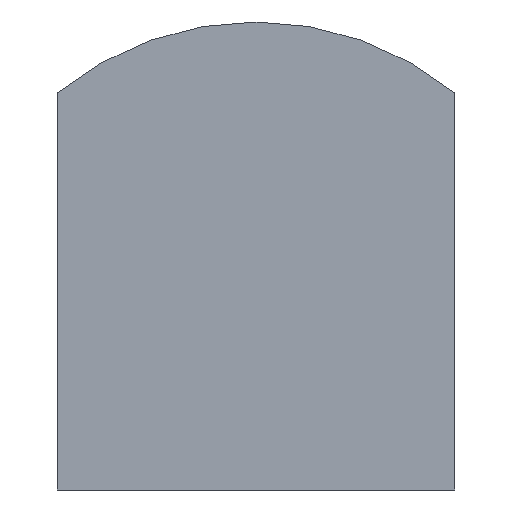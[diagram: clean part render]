
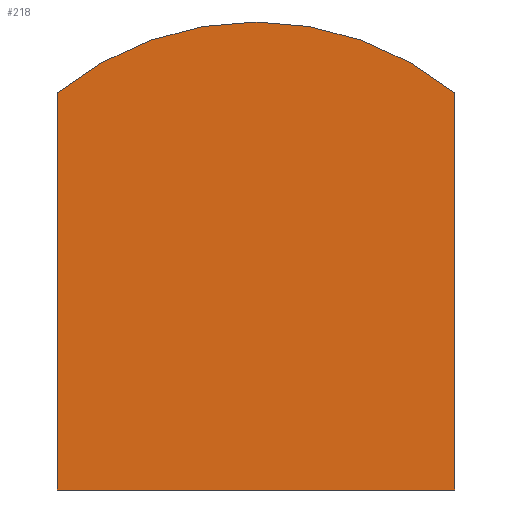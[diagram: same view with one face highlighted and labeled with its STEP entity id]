
A CAD part, left-side view. The second image highlights one B-rep face of the part: STEP entity #218.
In plain terms, the highlighted planar face has unit normal (-1, 0, 0).
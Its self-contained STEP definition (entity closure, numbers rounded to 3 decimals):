
#5=DIRECTION('',(0.,-1.,0.));
#6=VECTOR('',#5,28.);
#7=CARTESIAN_POINT('',(-14.,14.,12.));
#8=LINE('',#7,#6);
#45=DIRECTION('',(0.,0.,1.));
#46=VECTOR('',#45,28.);
#47=CARTESIAN_POINT('',(-14.,-14.,12.));
#48=LINE('',#47,#46);
#68=DIRECTION('',(0.,0.,1.));
#69=VECTOR('',#68,28.);
#70=CARTESIAN_POINT('',(-14.,14.,12.));
#71=LINE('',#70,#69);
#72=CARTESIAN_POINT('',(-14.,0.,22.9));
#73=DIRECTION('',(-1.,0.,0.));
#74=DIRECTION('',(0.,-0.633,0.774));
#75=AXIS2_PLACEMENT_3D('',#72,#73,#74);
#78=CARTESIAN_POINT('',(-14.,14.,12.));
#80=VERTEX_POINT('',#78);
#81=CARTESIAN_POINT('',(-14.,-14.,12.));
#82=VERTEX_POINT('',#81);
#94=CARTESIAN_POINT('',(-14.,-14.,40.));
#96=VERTEX_POINT('',#94);
#98=CARTESIAN_POINT('',(-14.,14.,40.));
#100=VERTEX_POINT('',#98);
#207=CARTESIAN_POINT('',(-14.,14.,12.));
#208=DIRECTION('',(-1.,0.,0.));
#209=DIRECTION('',(0.,-1.,0.));
#210=AXIS2_PLACEMENT_3D('',#207,#208,#209);
#211=PLANE('',#210);
#212=ORIENTED_EDGE('',*,*,#124,.T.);
#213=ORIENTED_EDGE('',*,*,#143,.F.);
#214=ORIENTED_EDGE('',*,*,#164,.F.);
#215=ORIENTED_EDGE('',*,*,#108,.F.);
#216=EDGE_LOOP('',(#212,#213,#214,#215));
#217=FACE_OUTER_BOUND('',#216,.F.);
#218=ADVANCED_FACE('',(#217),#211,.T.);
#76=CIRCLE('',#75,22.1);
#108=EDGE_CURVE('',#80,#82,#8,.T.);
#124=EDGE_CURVE('',#80,#100,#71,.T.);
#143=EDGE_CURVE('',#96,#100,#76,.T.);
#164=EDGE_CURVE('',#82,#96,#48,.T.);
